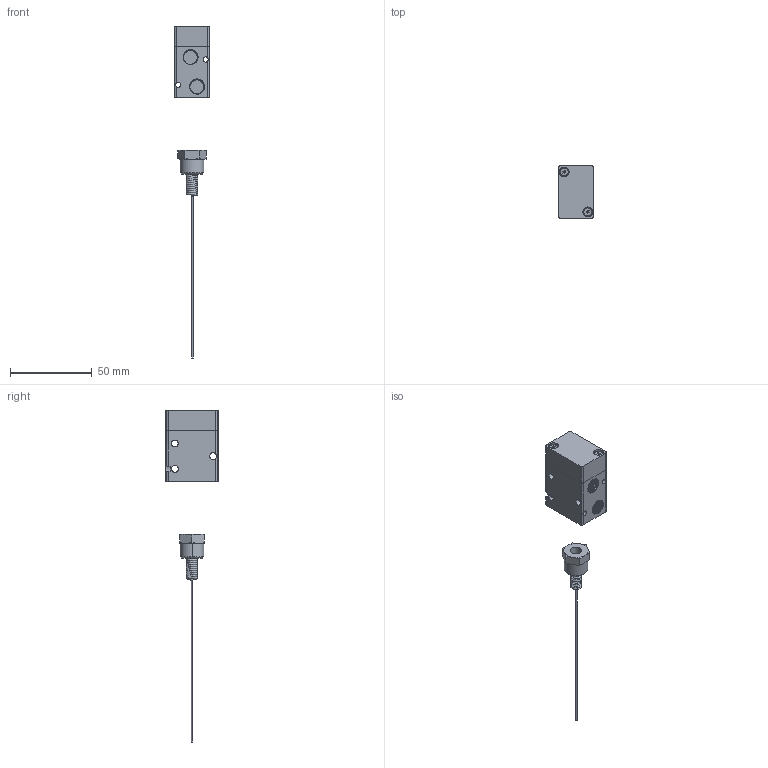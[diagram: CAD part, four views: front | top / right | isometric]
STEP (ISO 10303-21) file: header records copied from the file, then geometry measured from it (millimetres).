
FILE_DESCRIPTION((''),'2;1');
FILE_NAME('00_090_4.stp','2002-12-02T23:04:41',('Branislav Petkovic'),('AZ Pneumatica'),'AutoCAD STEP 2000i','AutoCAD 2000i','Via J. F. Kennedy, 26, 20020 Misinto (MI), ITALY');
FILE_SCHEMA(('CONFIG_CONTROL_DESIGN'));
Length unit declared in the file: millimetre
Products named in the file (9): 00_090_4; 321 TELO; PART1; X21 OPRUGA; PART2; X21 ANTENA; PART2A; PART1A; ANTENA
Assembly tree (8 placements, depth 3):
  00_090_4
    321 TELO
      PART1
    X21 OPRUGA
      PART2
    X21 ANTENA
      PART2A
      PART1A
      ANTENA
Bounding box: 22 x 32 x 203 mm (x, y, z)
Surface area: 13060.3 mm2 (no closed solid volume)
Topology: 0 solids, 4 shells, 225 faces, 626 edges, 413 vertices
Faces by surface type: cylinder 130, plane 60, cone 18, bspline 11, torus 6
Entity records: 21538 total; most frequent: CARTESIAN_POINT 15138, ORIENTED_EDGE 1347, DIRECTION 1219, EDGE_CURVE 711, VERTEX_POINT 489, AXIS2_PLACEMENT_3D 472, VECTOR 275, LINE 275
